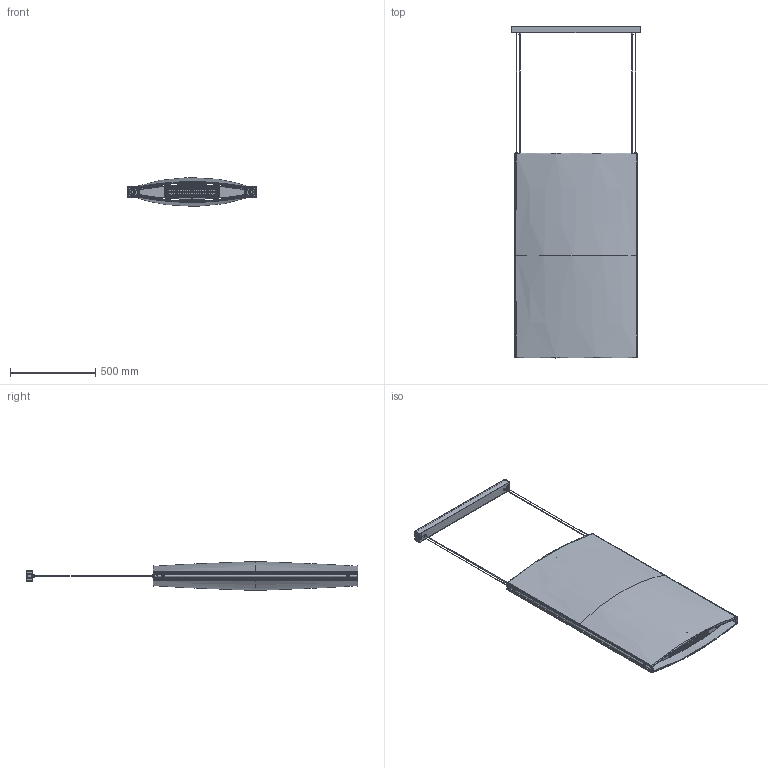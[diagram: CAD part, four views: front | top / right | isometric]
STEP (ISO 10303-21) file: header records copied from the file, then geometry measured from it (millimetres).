
FILE_DESCRIPTION (( 'STEP AP203' ), '1' );
FILE_NAME ('NOREN S-72 DOWN-UP 116012xxyyy.STEP', '2022-12-12T13:42:58', ( '' ), ( '' ), 'SwSTEP 2.0', 'SolidWorks 2019', '' );
FILE_SCHEMA (( 'CONFIG_CONTROL_DESIGN' ));
Length unit declared in the file: millimetre
Products named in the file (40): 000116-157; 000116-109; 000116-220; 000SUB116-02; 000-116-101; 000116-138; 000116-101; 000909-101; 000116-230; 000116-234; 000918-140; 000-918-106; 000116-273; 000D6798J-3.2A2; 000116-278; 000116-219; NOREN S-72 DOWN-UP 116012xxyyy; 000D913-44 NY; 000926-3,26A; 000-116-304; 000116-203; 000116-151; 000D7982-3.5X9.5N_M3.5X9.5mm; 000116-SUB TAPA FINAL DRIVERS; Pieza14; 000116-SUB TAPA FINAL DRIVERS_2; 000-116-109; 000116-228; 000116-204; 000920-007; 000116-164; Pieza15; 000913-030; 000-SUB116-115CH; 000116-166; 000926-3,2_20A; 000D965-410N; 000116-162; 000116-232; 000SUB116-11
Assembly tree (70 placements, depth 4):
  NOREN S-72 DOWN-UP 116012xxyyy
    000116-228  x2
    000D7982-3.5X9.5N_M3.5X9.5mm  x4
    000926-3,2_20A
    000D965-410N  x4
    000D913-44 NY  x2
    000116-203  x2
    000116-204  x2
    000116-230
    000116-232
    000SUB116-11
      000116-101
      000116-109  x2
      000918-140
      000116-138
      000913-030
    000116-219  x2
    000SUB116-02
      000116-157
      000116-SUB TAPA FINAL DRIVERS
        000116-164
        000116-162
        000D965-410N
      000116-SUB TAPA FINAL DRIVERS_2
        000116-164
        000116-162
        000D965-410N
      000116-151
      000116-166  x2
      000913-030  x2
      000909-101  x2
      000926-3,26A  x2
      000D6798J-3.2A2  x2
    000116-234  x2
    000116-273  x4
    000926-3,26A
    000920-007
    000116-220  x2
    000116-278
    000-SUB116-115CH
      000-116-101
      000-116-109  x2
      000-918-106
      000-116-304
    Pieza14  x2
    Pieza15  x2
Bounding box: 750 x 1944.5 x 169.32 mm (x, y, z)
Volume: 30150926.5 mm3; surface area: 8971124.5 mm2
Topology: 63 solids, 83 shells, 7473 faces, 19825 edges, 12486 vertices
Faces by surface type: plane 2779, cylinder 2566, bspline 1924, cone 192, torus 12
Entity records: 313778 total; most frequent: CARTESIAN_POINT 197517, ORIENTED_EDGE 25924, DIRECTION 19021, EDGE_CURVE 12965, VERTEX_POINT 8255, VECTOR 7225, LINE 7225, AXIS2_PLACEMENT_3D 5898
